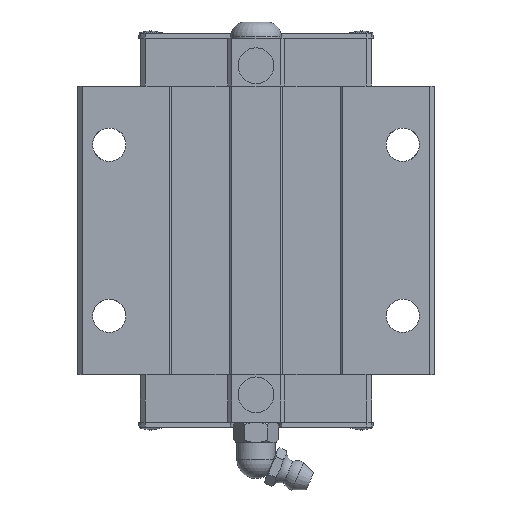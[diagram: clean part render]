
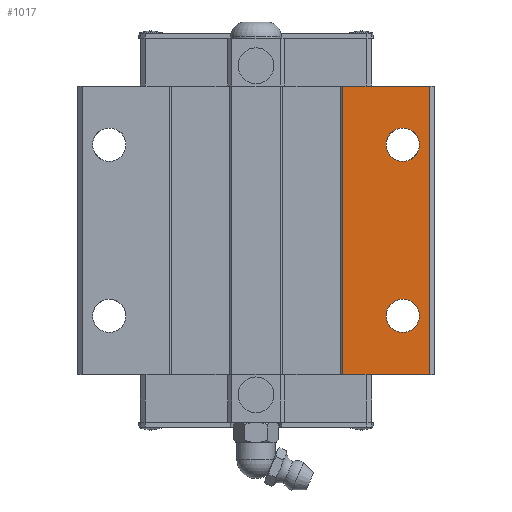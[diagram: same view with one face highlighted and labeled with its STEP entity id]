
A CAD part, top view. The second image highlights one B-rep face of the part: STEP entity #1017.
In plain terms, the highlighted planar face has unit normal (0, 0, 1).
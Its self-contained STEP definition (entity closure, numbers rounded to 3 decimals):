
#1017=ADVANCED_FACE('',(#2063,#2064,#2065),#2066,.T.);
#2063=FACE_OUTER_BOUND('',#3133,.T.);
#2064=FACE_BOUND('',#3134,.T.);
#2065=FACE_BOUND('',#3135,.T.);
#2066=PLANE('',#3136);
#3133=EDGE_LOOP('',(#6274,#6275,#6276,#6277));
#3134=EDGE_LOOP('',(#6278,#6279));
#3135=EDGE_LOOP('',(#6280,#6281));
#3136=AXIS2_PLACEMENT_3D('',#6282,#6283,#6284);
#6274=ORIENTED_EDGE('',*,*,#7756,.T.);
#6275=ORIENTED_EDGE('',*,*,#7685,.T.);
#6276=ORIENTED_EDGE('',*,*,#7762,.F.);
#6277=ORIENTED_EDGE('',*,*,#7737,.T.);
#6278=ORIENTED_EDGE('',*,*,#6551,.T.);
#6279=ORIENTED_EDGE('',*,*,#7763,.T.);
#6280=ORIENTED_EDGE('',*,*,#6545,.T.);
#6281=ORIENTED_EDGE('',*,*,#7764,.T.);
#6282=CARTESIAN_POINT('',(0.0,69.801,33.0));
#6283=DIRECTION('',(0.0,0.0,1.0));
#6284=DIRECTION('',(-1.0,0.0,0.0));
#6545=EDGE_CURVE('',#7858,#7864,#7866,.T.);
#6551=EDGE_CURVE('',#7869,#7875,#7877,.T.);
#7685=EDGE_CURVE('',#9556,#9554,#9557,.T.);
#7737=EDGE_CURVE('',#9646,#9644,#9647,.T.);
#7756=EDGE_CURVE('',#9644,#9556,#9670,.T.);
#7762=EDGE_CURVE('',#9646,#9554,#9676,.T.);
#7763=EDGE_CURVE('',#7875,#7869,#9677,.T.);
#7764=EDGE_CURVE('',#7864,#7858,#9678,.T.);
#7858=VERTEX_POINT('',#9783);
#7864=VERTEX_POINT('',#9790);
#7866=CIRCLE('',#9793,3.4);
#7869=VERTEX_POINT('',#9796);
#7875=VERTEX_POINT('',#9803);
#7877=CIRCLE('',#9806,3.4);
#9554=VERTEX_POINT('',#13097);
#9556=VERTEX_POINT('',#13100);
#9557=LINE('',#13101,#13102);
#9644=VERTEX_POINT('',#13231);
#9646=VERTEX_POINT('',#13234);
#9647=LINE('',#13235,#13236);
#9670=LINE('',#13271,#13272);
#9676=LINE('',#13280,#13281);
#9677=CIRCLE('',#13282,3.4);
#9678=CIRCLE('',#13283,3.4);
#9783=CARTESIAN_POINT('',(33.4,22.801,33.0));
#9790=CARTESIAN_POINT('',(26.6,22.801,33.0));
#9793=AXIS2_PLACEMENT_3D('',#13411,#13412,#13413);
#9796=CARTESIAN_POINT('',(33.4,57.801,33.0));
#9803=CARTESIAN_POINT('',(26.6,57.801,33.0));
#9806=AXIS2_PLACEMENT_3D('',#13422,#13423,#13424);
#13097=CARTESIAN_POINT('',(35.5,10.801,33.0));
#13100=CARTESIAN_POINT('',(17.75,10.801,33.0));
#13101=CARTESIAN_POINT('',(35.5,10.801,33.0));
#13102=VECTOR('',#14532,1.0);
#13231=CARTESIAN_POINT('',(17.75,69.801,33.0));
#13234=CARTESIAN_POINT('',(35.5,69.801,33.0));
#13235=CARTESIAN_POINT('',(35.5,69.801,33.0));
#13236=VECTOR('',#14582,1.0);
#13271=CARTESIAN_POINT('',(17.75,84.551,33.0));
#13272=VECTOR('',#14595,1.0);
#13280=CARTESIAN_POINT('',(35.5,69.801,33.0));
#13281=VECTOR('',#14598,1.0);
#13282=AXIS2_PLACEMENT_3D('',#14599,#14600,#14601);
#13283=AXIS2_PLACEMENT_3D('',#14602,#14603,#14604);
#13411=CARTESIAN_POINT('',(30.0,22.801,33.0));
#13412=DIRECTION('',(0.0,0.0,-1.0));
#13413=DIRECTION('',(1.0,0.0,0.0));
#13422=CARTESIAN_POINT('',(30.0,57.801,33.0));
#13423=DIRECTION('',(0.0,0.0,-1.0));
#13424=DIRECTION('',(1.0,0.0,0.0));
#14532=DIRECTION('',(1.0,0.0,0.0));
#14582=DIRECTION('',(-1.0,0.0,0.0));
#14595=DIRECTION('',(0.0,-1.0,0.0));
#14598=DIRECTION('',(0.0,-1.0,0.0));
#14599=CARTESIAN_POINT('',(30.0,57.801,33.0));
#14600=DIRECTION('',(0.0,0.0,-1.0));
#14601=DIRECTION('',(1.0,0.0,0.0));
#14602=CARTESIAN_POINT('',(30.0,22.801,33.0));
#14603=DIRECTION('',(0.0,0.0,-1.0));
#14604=DIRECTION('',(1.0,0.0,0.0));
